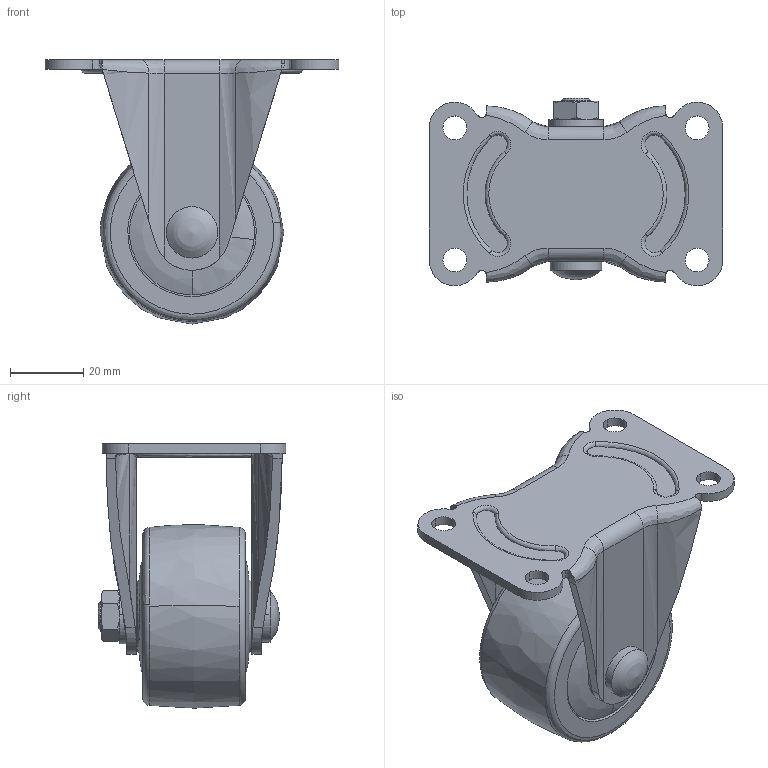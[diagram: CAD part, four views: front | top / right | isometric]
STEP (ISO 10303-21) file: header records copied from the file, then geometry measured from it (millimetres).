
FILE_DESCRIPTION((''),'2;1');
FILE_NAME('','2005-12-16T14:14:09',(''),(''),'','CADfix','');
FILE_SCHEMA(('AUTOMOTIVE_DESIGN'));
Length unit declared in the file: millimetre
Products named in the file (4): wheel; body; axle; No_604HB2_EP_14564_36
Assembly tree (3 placements, depth 2):
  No_604HB2_EP_14564_36
    wheel
    body
    axle
Bounding box: 80 x 51.15 x 72 mm (x, y, z)
Volume: 73962.3 mm3; surface area: 26912.7 mm2
Topology: 3 solids, 3 shells, 164 faces, 485 edges, 335 vertices
Faces by surface type: bspline 164
Entity records: 6876 total; most frequent: CARTESIAN_POINT 4224, ORIENTED_EDGE 962, EDGE_CURVE 481, VERTEX_POINT 335, EDGE_LOOP 190, FACE_OUTER_BOUND 164, ADVANCED_FACE 164, QUASI_UNIFORM_CURVE 110
